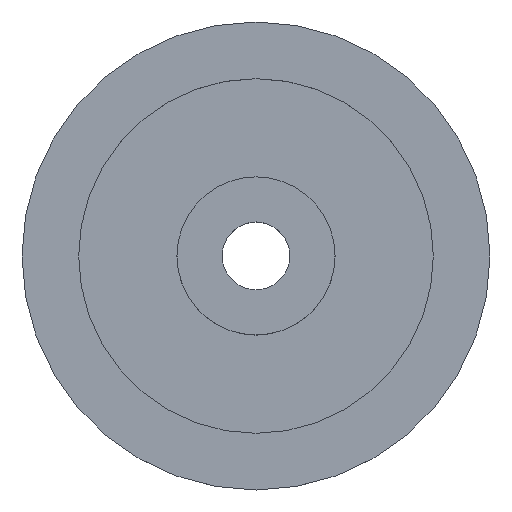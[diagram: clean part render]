
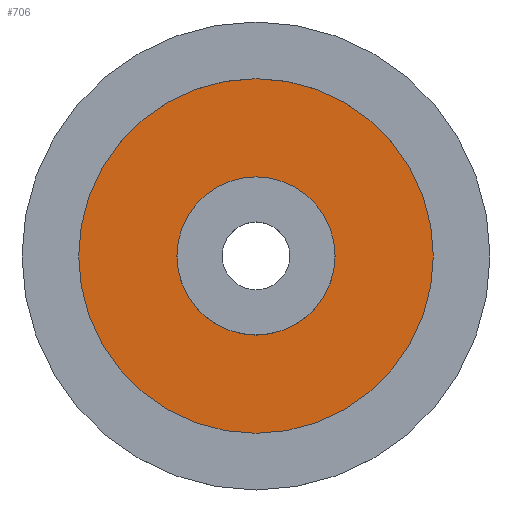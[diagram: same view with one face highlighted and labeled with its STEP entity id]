
A CAD part, top view. The second image highlights one B-rep face of the part: STEP entity #706.
In plain terms, the highlighted planar face has unit normal (0, 0, 1).
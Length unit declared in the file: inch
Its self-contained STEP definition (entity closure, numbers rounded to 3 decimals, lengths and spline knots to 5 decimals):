
#161=CARTESIAN_POINT('',(0.,0.,0.11455));
#162=DIRECTION('',(0.,0.,1.));
#163=DIRECTION('',(0.,1.,0.));
#164=AXIS2_PLACEMENT_3D('',#161,#162,#163);
#166=CARTESIAN_POINT('',(0.,0.,0.11455));
#167=DIRECTION('',(0.,0.,-1.));
#168=DIRECTION('',(0.,1.,0.));
#169=AXIS2_PLACEMENT_3D('',#166,#167,#168);
#175=CARTESIAN_POINT('',(0.,0.,0.11455));
#176=DIRECTION('',(0.,0.,-1.));
#177=DIRECTION('',(0.,1.,0.));
#178=AXIS2_PLACEMENT_3D('',#175,#176,#177);
#372=CARTESIAN_POINT('',(0.,0.,0.11455));
#373=DIRECTION('',(0.,0.,1.));
#374=DIRECTION('',(0.,1.,0.));
#375=AXIS2_PLACEMENT_3D('',#372,#373,#374);
#389=CARTESIAN_POINT('',(0.,0.4375,0.11455));
#390=CARTESIAN_POINT('',(0.,-0.4375,0.11455));
#391=VERTEX_POINT('',#389);
#392=VERTEX_POINT('',#390);
#393=CARTESIAN_POINT('',(0.,0.9815,0.11455));
#394=CARTESIAN_POINT('',(0.,-0.9815,0.11455));
#395=VERTEX_POINT('',#393);
#396=VERTEX_POINT('',#394);
#691=CARTESIAN_POINT('',(0.,0.,0.11455));
#692=DIRECTION('',(0.,0.,1.));
#693=DIRECTION('',(0.,1.,0.));
#694=AXIS2_PLACEMENT_3D('',#691,#692,#693);
#695=PLANE('',#694);
#697=ORIENTED_EDGE('',*,*,#696,.T.);
#699=ORIENTED_EDGE('',*,*,#698,.F.);
#700=EDGE_LOOP('',(#697,#699));
#701=FACE_OUTER_BOUND('',#700,.F.);
#702=ORIENTED_EDGE('',*,*,#662,.T.);
#703=ORIENTED_EDGE('',*,*,#682,.F.);
#704=EDGE_LOOP('',(#702,#703));
#705=FACE_BOUND('',#704,.F.);
#706=ADVANCED_FACE('',(#701,#705),#695,.T.);
#165=CIRCLE('',#164,0.4375);
#170=CIRCLE('',#169,0.4375);
#179=CIRCLE('',#178,0.9815);
#376=CIRCLE('',#375,0.9815);
#662=EDGE_CURVE('',#391,#392,#165,.T.);
#682=EDGE_CURVE('',#391,#392,#170,.T.);
#696=EDGE_CURVE('',#395,#396,#179,.T.);
#698=EDGE_CURVE('',#395,#396,#376,.T.);
